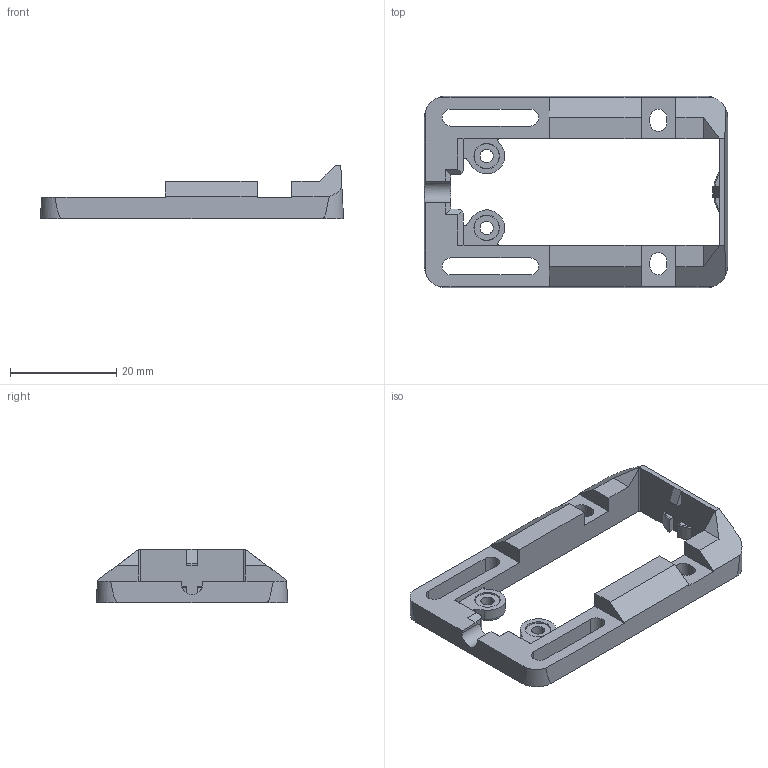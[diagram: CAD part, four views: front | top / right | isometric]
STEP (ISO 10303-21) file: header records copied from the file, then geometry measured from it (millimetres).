
FILE_DESCRIPTION(('HOOPS Exchange Step'),'2;1');
FILE_NAME('export-82F993AE-ED90-452F-B9CE-45254008F015.stp','2021-05-15T08:26:31+02:00',('Engineering'),('Alibre'),'HOOPS Exchange 2020.1','Alibre','Unknown authorisation');
FILE_SCHEMA( ('AP242_MANAGED_MODEL_BASED_3D_ENGINEERING_MIM_LF {1 0 10303 442 1 1 4 }') );
Length unit declared in the file: millimetre
Products named in the file (1): 5602 E12153 Mounting Adapter KQ (Flat Mounting)
Bounding box: 57 x 36 x 10 mm (x, y, z)
Volume: 3289.5 mm3; surface area: 5317.2 mm2
Topology: 1 solids, 1 shells, 186 faces, 503 edges, 330 vertices
Faces by surface type: plane 111, cylinder 65, cone 8, torus 2
Entity records: 5990 total; most frequent: CARTESIAN_POINT 1097, DIRECTION 1025, ORIENTED_EDGE 1006, EDGE_CURVE 503, AXIS2_PLACEMENT_3D 342, VECTOR 341, LINE 341, VERTEX_POINT 330
